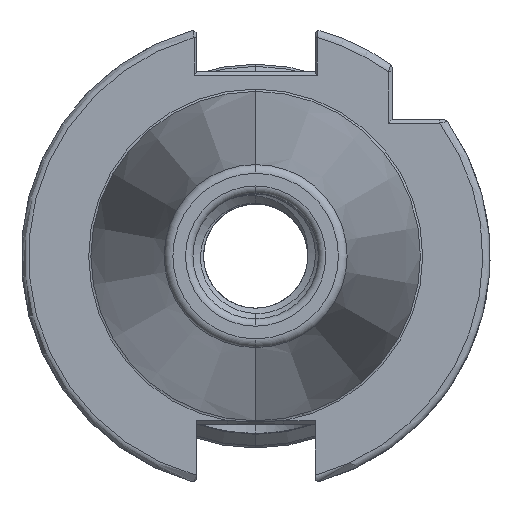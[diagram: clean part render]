
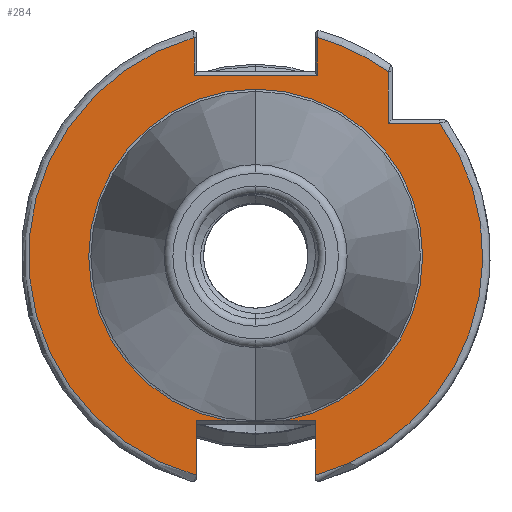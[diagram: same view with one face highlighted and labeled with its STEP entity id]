
A CAD part, left-side view. The second image highlights one B-rep face of the part: STEP entity #284.
In plain terms, the highlighted planar face has unit normal (-1, 0, 0).
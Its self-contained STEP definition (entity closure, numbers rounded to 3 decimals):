
#284 = ADVANCED_FACE ( 'NONE', ( #4653 ), #5846, .F. ) ;
#381 = AXIS2_PLACEMENT_3D ( 'NONE', #6888, #6835, #6833 ) ;
#396 = AXIS2_PLACEMENT_3D ( 'NONE', #3196, #3202, #3167 ) ;
#397 = AXIS2_PLACEMENT_3D ( 'NONE', #3065, #3069, #3046 ) ;
#405 = AXIS2_PLACEMENT_3D ( 'NONE', #3245, #3239, #3249 ) ;
#436 = AXIS2_PLACEMENT_3D ( 'NONE', #3363, #3351, #3357 ) ;
#607 = AXIS2_PLACEMENT_3D ( 'NONE', #5898, #5880, #5886 ) ;
#2755 = CARTESIAN_POINT ( 'NONE',  ( 0., -3.833, -22.3 ) ) ;
#2760 = CARTESIAN_POINT ( 'NONE',  ( 0., 0., 22.627 ) ) ;
#2861 = CIRCLE ( 'NONE', #381, 22.627 ) ;
#2873 = LINE ( 'NONE', #3033, #2883 ) ;
#2874 = LINE ( 'NONE', #3195, #2920 ) ;
#2883 = VECTOR ( 'NONE', #3045, 1000. ) ;
#2903 = CIRCLE ( 'NONE', #397, 30.775 ) ;
#2908 = LINE ( 'NONE', #3164, #2917 ) ;
#2917 = VECTOR ( 'NONE', #3144, 1000. ) ;
#2920 = VECTOR ( 'NONE', #3187, 1000. ) ;
#2922 = VECTOR ( 'NONE', #3066, 1000. ) ;
#2930 = LINE ( 'NONE', #3035, #2922 ) ;
#3033 = CARTESIAN_POINT ( 'NONE',  ( 0., -8.05, -31.776 ) ) ;
#3035 = CARTESIAN_POINT ( 'NONE',  ( 0., -18.5, 18. ) ) ;
#3045 = DIRECTION ( 'NONE',  ( 0., 0., 1. ) ) ;
#3046 = DIRECTION ( 'NONE',  ( 0., 0., -1. ) ) ;
#3065 = CARTESIAN_POINT ( 'NONE',  ( 0., 0., 0. ) ) ;
#3066 = DIRECTION ( 'NONE',  ( 0., 1., 0. ) ) ;
#3069 = DIRECTION ( 'NONE',  ( -1., 0., 0. ) ) ;
#3144 = DIRECTION ( 'NONE',  ( 0., 0., 1. ) ) ;
#3164 = CARTESIAN_POINT ( 'NONE',  ( 0., 8.335, 29.704 ) ) ;
#3165 = DIRECTION ( 'NONE',  ( 0., 1., 0. ) ) ;
#3167 = DIRECTION ( 'NONE',  ( 0., 0., -1. ) ) ;
#3172 = CARTESIAN_POINT ( 'NONE',  ( 0., -8.335, 25. ) ) ;
#3173 = DIRECTION ( 'NONE',  ( 0., 0., -1. ) ) ;
#3182 = CARTESIAN_POINT ( 'NONE',  ( 0., 8.05, 24.5 ) ) ;
#3187 = DIRECTION ( 'NONE',  ( 0., -1., 0. ) ) ;
#3191 = CARTESIAN_POINT ( 'NONE',  ( 0., 22.692, -22.3 ) ) ;
#3195 = CARTESIAN_POINT ( 'NONE',  ( 0., 22.692, -22.3 ) ) ;
#3196 = CARTESIAN_POINT ( 'NONE',  ( 0., 0., 0. ) ) ;
#3202 = DIRECTION ( 'NONE',  ( 1., 0., 0. ) ) ;
#3205 = DIRECTION ( 'NONE',  ( 0., -1., 0. ) ) ;
#3206 = CARTESIAN_POINT ( 'NONE',  ( 0., -18., 24.594 ) ) ;
#3214 = CARTESIAN_POINT ( 'NONE',  ( 0., 8.05, -31.776 ) ) ;
#3229 = DIRECTION ( 'NONE',  ( 0., 0., 1. ) ) ;
#3233 = DIRECTION ( 'NONE',  ( 0., 0., 1. ) ) ;
#3239 = DIRECTION ( 'NONE',  ( -1., 0., 0. ) ) ;
#3245 = CARTESIAN_POINT ( 'NONE',  ( 0., 0., 0. ) ) ;
#3249 = DIRECTION ( 'NONE',  ( 0., 0., -1. ) ) ;
#3351 = DIRECTION ( 'NONE',  ( -1., 0., 0. ) ) ;
#3357 = DIRECTION ( 'NONE',  ( 0., 0., -1. ) ) ;
#3363 = CARTESIAN_POINT ( 'NONE',  ( 0., 0., 0. ) ) ;
#4024 = ORIENTED_EDGE ( 'NONE', *, *, #7480, .T. ) ;
#4027 = ORIENTED_EDGE ( 'NONE', *, *, #7495, .T. ) ;
#4037 = ORIENTED_EDGE ( 'NONE', *, *, #7538, .T. ) ;
#4042 = ORIENTED_EDGE ( 'NONE', *, *, #7457, .T. ) ;
#4050 = ORIENTED_EDGE ( 'NONE', *, *, #7506, .T. ) ;
#4051 = ORIENTED_EDGE ( 'NONE', *, *, #7513, .T. ) ;
#4055 = ORIENTED_EDGE ( 'NONE', *, *, #7505, .T. ) ;
#4061 = ORIENTED_EDGE ( 'NONE', *, *, #7507, .T. ) ;
#4065 = ORIENTED_EDGE ( 'NONE', *, *, #7493, .T. ) ;
#4070 = ORIENTED_EDGE ( 'NONE', *, *, #7417, .T. ) ;
#4075 = ORIENTED_EDGE ( 'NONE', *, *, #7454, .T. ) ;
#4081 = ORIENTED_EDGE ( 'NONE', *, *, #7496, .T. ) ;
#4103 = ORIENTED_EDGE ( 'NONE', *, *, #7452, .F. ) ;
#4115 = ORIENTED_EDGE ( 'NONE', *, *, #7501, .T. ) ;
#4206 = VERTEX_POINT ( 'NONE', #6369 ) ;
#4221 = VERTEX_POINT ( 'NONE', #6505 ) ;
#4223 = VERTEX_POINT ( 'NONE', #6507 ) ;
#4227 = VERTEX_POINT ( 'NONE', #6535 ) ;
#4235 = VERTEX_POINT ( 'NONE', #6365 ) ;
#4243 = VERTEX_POINT ( 'NONE', #6466 ) ;
#4247 = VERTEX_POINT ( 'NONE', #6468 ) ;
#4254 = VERTEX_POINT ( 'NONE', #6581 ) ;
#4262 = VERTEX_POINT ( 'NONE', #6553 ) ;
#4263 = VERTEX_POINT ( 'NONE', #6541 ) ;
#4265 = VERTEX_POINT ( 'NONE', #6519 ) ;
#4282 = VERTEX_POINT ( 'NONE', #6565 ) ;
#4653 = FACE_OUTER_BOUND ( 'NONE', #19441, .T. ) ;
#4991 = LINE ( 'NONE', #3214, #4996 ) ;
#4995 = VECTOR ( 'NONE', #3233, 1000. ) ;
#4996 = VECTOR ( 'NONE', #3229, 1000. ) ;
#5008 = CIRCLE ( 'NONE', #436, 30.775 ) ;
#5038 = VECTOR ( 'NONE', #3173, 1000. ) ;
#5039 = VECTOR ( 'NONE', #3165, 1000. ) ;
#5041 = CIRCLE ( 'NONE', #396, 22.627 ) ;
#5045 = LINE ( 'NONE', #3172, #5038 ) ;
#5048 = LINE ( 'NONE', #3182, #5039 ) ;
#5049 = LINE ( 'NONE', #3206, #4995 ) ;
#5050 = CIRCLE ( 'NONE', #405, 30.775 ) ;
#5052 = LINE ( 'NONE', #3191, #5054 ) ;
#5054 = VECTOR ( 'NONE', #3205, 1000. ) ;
#5846 = PLANE ( 'NONE',  #607 ) ;
#5880 = DIRECTION ( 'NONE',  ( 1., 0., 0. ) ) ;
#5886 = DIRECTION ( 'NONE',  ( 0., 0., -1. ) ) ;
#5898 = CARTESIAN_POINT ( 'NONE',  ( 0., 22.692, 0. ) ) ;
#6365 = CARTESIAN_POINT ( 'NONE',  ( 0., -8.335, 24.5 ) ) ;
#6369 = CARTESIAN_POINT ( 'NONE',  ( 0., -8.335, 29.625 ) ) ;
#6466 = CARTESIAN_POINT ( 'NONE',  ( 0., 8.05, -22.3 ) ) ;
#6468 = CARTESIAN_POINT ( 'NONE',  ( 0., 8.335, 24.5 ) ) ;
#6505 = CARTESIAN_POINT ( 'NONE',  ( 0., -18., 18. ) ) ;
#6507 = CARTESIAN_POINT ( 'NONE',  ( 0., 8.335, 29.625 ) ) ;
#6519 = CARTESIAN_POINT ( 'NONE',  ( 0., -24.962, 18. ) ) ;
#6535 = CARTESIAN_POINT ( 'NONE',  ( 0., 3.833, -22.3 ) ) ;
#6541 = CARTESIAN_POINT ( 'NONE',  ( 0., -18., 24.962 ) ) ;
#6553 = CARTESIAN_POINT ( 'NONE',  ( 0., -8.05, -22.3 ) ) ;
#6565 = CARTESIAN_POINT ( 'NONE',  ( 0., -8.05, -29.704 ) ) ;
#6581 = CARTESIAN_POINT ( 'NONE',  ( 0., 8.05, -29.704 ) ) ;
#6833 = DIRECTION ( 'NONE',  ( 0., 0., -1. ) ) ;
#6835 = DIRECTION ( 'NONE',  ( 1., 0., 0. ) ) ;
#6888 = CARTESIAN_POINT ( 'NONE',  ( 0., 0., 0. ) ) ;
#7417 = EDGE_CURVE ( 'NONE', #19254, #19273, #2861, .T. ) ;
#7452 = EDGE_CURVE ( 'NONE', #4282, #4262, #2873, .T. ) ;
#7454 = EDGE_CURVE ( 'NONE', #4263, #4206, #2903, .T. ) ;
#7457 = EDGE_CURVE ( 'NONE', #4265, #4221, #2930, .T. ) ;
#7480 = EDGE_CURVE ( 'NONE', #4247, #4223, #2908, .T. ) ;
#7493 = EDGE_CURVE ( 'NONE', #4243, #4227, #2874, .T. ) ;
#7495 = EDGE_CURVE ( 'NONE', #4206, #4235, #5045, .T. ) ;
#7496 = EDGE_CURVE ( 'NONE', #4227, #19254, #5041, .T. ) ;
#7501 = EDGE_CURVE ( 'NONE', #4235, #4247, #5048, .T. ) ;
#7505 = EDGE_CURVE ( 'NONE', #19273, #4262, #5052, .T. ) ;
#7506 = EDGE_CURVE ( 'NONE', #4282, #4265, #5050, .T. ) ;
#7507 = EDGE_CURVE ( 'NONE', #4221, #4263, #5049, .T. ) ;
#7513 = EDGE_CURVE ( 'NONE', #4254, #4243, #4991, .T. ) ;
#7538 = EDGE_CURVE ( 'NONE', #4223, #4254, #5008, .T. ) ;
#19254 = VERTEX_POINT ( 'NONE', #2760 ) ;
#19273 = VERTEX_POINT ( 'NONE', #2755 ) ;
#19441 = EDGE_LOOP ( 'NONE', ( #4042, #4061, #4075, #4027, #4115, #4024, #4037, #4051, #4065, #4081, #4070, #4055, #4103, #4050 ) ) ;
